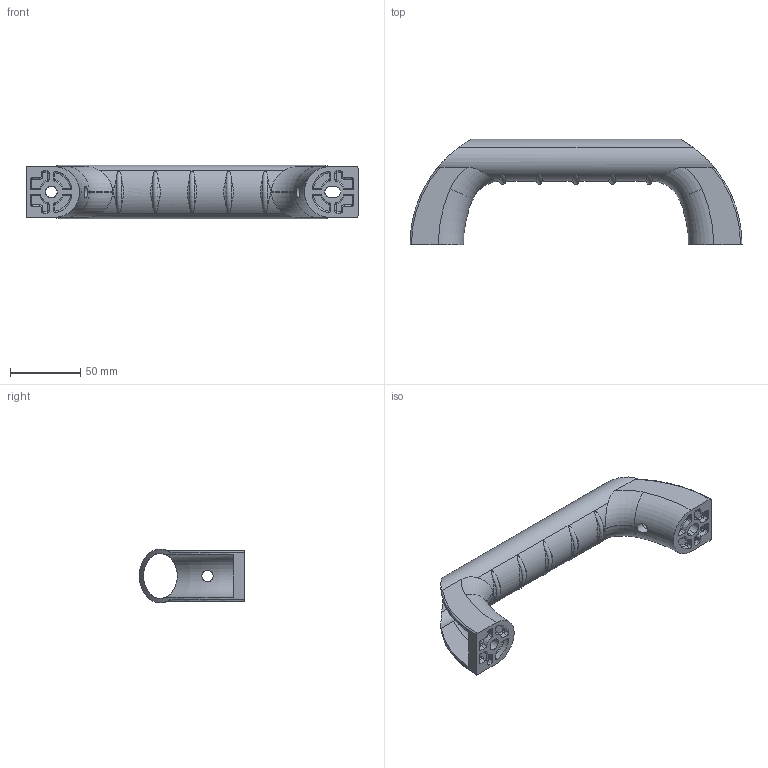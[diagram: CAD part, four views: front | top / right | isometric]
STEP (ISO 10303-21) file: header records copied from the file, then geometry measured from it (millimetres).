
FILE_DESCRIPTION(('FreeCAD Model'),'2;1');
FILE_NAME('Open CASCADE Shape Model','2024-03-20T10:59:26',(''),(''), 'Open CASCADE STEP processor 7.6','FreeCAD','Unknown');
FILE_SCHEMA(('AUTOMOTIVE_DESIGN { 1 0 10303 214 1 1 1 1 }'));
Length unit declared in the file: millimetre
Products named in the file (1): STI8-PC200
Bounding box: 236 x 74.99 x 37.98 mm (x, y, z)
Volume: 93439.6 mm3; surface area: 56962.9 mm2
Topology: 1 solids, 1 shells, 318 faces, 793 edges, 498 vertices
Faces by surface type: cylinder 118, plane 94, torus 65, revolution 40, cone 1
Full cylindrical faces by diameter (mm): 8 x2
Entity records: 28536 total; most frequent: CARTESIAN_POINT 12501, DIRECTION 3075, ORIENTED_EDGE 1586, PCURVE 1586, DEFINITIONAL_REPRESENTATION 1586, LINE 1420, VECTOR 1420, EDGE_CURVE 793
